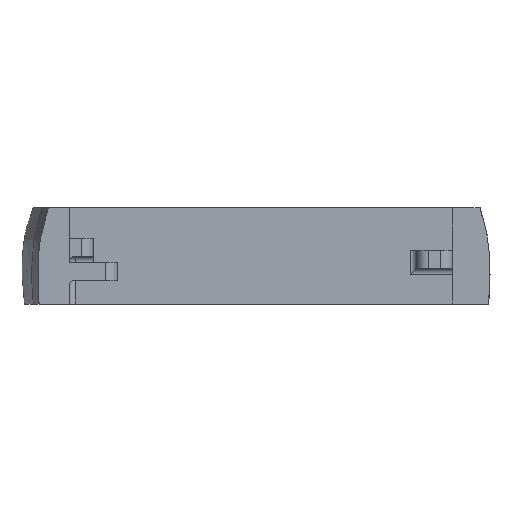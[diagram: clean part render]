
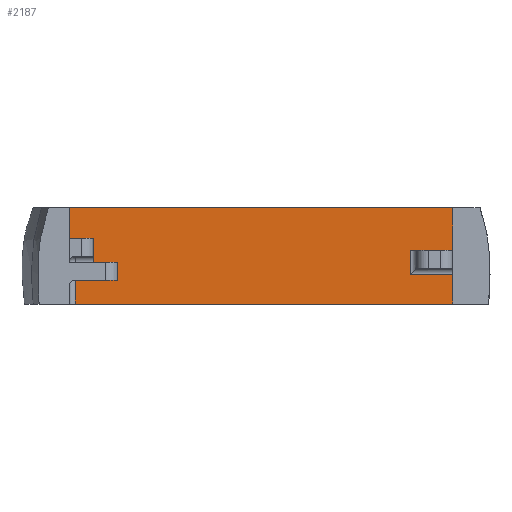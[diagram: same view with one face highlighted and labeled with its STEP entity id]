
A CAD part, front view. The second image highlights one B-rep face of the part: STEP entity #2187.
In plain terms, the highlighted planar face has unit normal (0, -1, 0).
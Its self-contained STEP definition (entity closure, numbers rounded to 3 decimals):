
#259=FACE_OUTER_BOUND('',#395,.T.);
#395=EDGE_LOOP('',(#1478,#1479,#1480,#1481,#1482,#1483,#1484,#1485,#1486,
#1487,#1488,#1489));
#538=LINE('',#3230,#728);
#542=LINE('',#3238,#732);
#545=LINE('',#3245,#735);
#549=LINE('',#3253,#739);
#552=LINE('',#3260,#742);
#556=LINE('',#3268,#746);
#557=LINE('',#3270,#747);
#558=LINE('',#3272,#748);
#559=LINE('',#3273,#749);
#560=LINE('',#3274,#750);
#561=LINE('',#3276,#751);
#562=LINE('',#3277,#752);
#728=VECTOR('',#2570,10.);
#732=VECTOR('',#2576,10.);
#735=VECTOR('',#2581,10.);
#739=VECTOR('',#2587,10.);
#742=VECTOR('',#2592,10.);
#746=VECTOR('',#2598,10.);
#747=VECTOR('',#2599,10.);
#748=VECTOR('',#2600,10.);
#749=VECTOR('',#2601,10.);
#750=VECTOR('',#2602,10.);
#751=VECTOR('',#2603,10.);
#752=VECTOR('',#2604,10.);
#918=VERTEX_POINT('',#3228);
#919=VERTEX_POINT('',#3229);
#922=VERTEX_POINT('',#3237);
#924=VERTEX_POINT('',#3243);
#925=VERTEX_POINT('',#3244);
#928=VERTEX_POINT('',#3252);
#930=VERTEX_POINT('',#3258);
#931=VERTEX_POINT('',#3259);
#934=VERTEX_POINT('',#3267);
#935=VERTEX_POINT('',#3269);
#936=VERTEX_POINT('',#3271);
#937=VERTEX_POINT('',#3275);
#1123=EDGE_CURVE('',#918,#919,#538,.T.);
#1127=EDGE_CURVE('',#922,#918,#542,.T.);
#1130=EDGE_CURVE('',#924,#925,#545,.T.);
#1134=EDGE_CURVE('',#928,#924,#549,.T.);
#1137=EDGE_CURVE('',#930,#931,#552,.T.);
#1141=EDGE_CURVE('',#934,#928,#556,.T.);
#1142=EDGE_CURVE('',#935,#934,#557,.T.);
#1143=EDGE_CURVE('',#936,#935,#558,.T.);
#1144=EDGE_CURVE('',#931,#936,#559,.T.);
#1145=EDGE_CURVE('',#919,#930,#560,.T.);
#1146=EDGE_CURVE('',#937,#922,#561,.T.);
#1147=EDGE_CURVE('',#925,#937,#562,.T.);
#1478=ORIENTED_EDGE('',*,*,#1134,.F.);
#1479=ORIENTED_EDGE('',*,*,#1141,.F.);
#1480=ORIENTED_EDGE('',*,*,#1142,.F.);
#1481=ORIENTED_EDGE('',*,*,#1143,.F.);
#1482=ORIENTED_EDGE('',*,*,#1144,.F.);
#1483=ORIENTED_EDGE('',*,*,#1137,.F.);
#1484=ORIENTED_EDGE('',*,*,#1145,.F.);
#1485=ORIENTED_EDGE('',*,*,#1123,.F.);
#1486=ORIENTED_EDGE('',*,*,#1127,.F.);
#1487=ORIENTED_EDGE('',*,*,#1146,.F.);
#1488=ORIENTED_EDGE('',*,*,#1147,.F.);
#1489=ORIENTED_EDGE('',*,*,#1130,.F.);
#2133=PLANE('',#2337);
#2187=ADVANCED_FACE('',(#259),#2133,.T.);
#2337=AXIS2_PLACEMENT_3D('',#3266,#2596,#2597);
#2570=DIRECTION('',(1.,0.,0.));
#2576=DIRECTION('',(0.,0.,1.));
#2581=DIRECTION('',(1.,0.,0.));
#2587=DIRECTION('',(0.,0.,-1.));
#2592=DIRECTION('',(-1.,0.,0.));
#2596=DIRECTION('center_axis',(0.,-1.,
0.));
#2597=DIRECTION('ref_axis',(0.,0.,-1.));
#2598=DIRECTION('',(-1.,0.,0.));
#2599=DIRECTION('',(0.,0.,-1.));
#2600=DIRECTION('',(1.,0.,0.));
#2601=DIRECTION('',(0.,0.,1.));
#2602=DIRECTION('',(0.,0.,1.));
#2603=DIRECTION('',(-1.,0.,0.));
#2604=DIRECTION('',(0.,0.,-1.));
#3228=CARTESIAN_POINT('',(-115.439,15.686,-7.01));
#3229=CARTESIAN_POINT('',(-113.939,15.686,-7.01));
#3230=CARTESIAN_POINT('',(-107.715,15.686,-7.01));
#3237=CARTESIAN_POINT('',(-115.439,15.686,-10.5));
#3238=CARTESIAN_POINT('',(-115.439,15.686,-8.5));
#3243=CARTESIAN_POINT('',(-87.543,15.686,-8.01));
#3244=CARTESIAN_POINT('',(-84.043,15.686,-8.01));
#3245=CARTESIAN_POINT('',(-93.767,15.686,-8.01));
#3252=CARTESIAN_POINT('',(-87.543,15.686,-6.01));
#3253=CARTESIAN_POINT('',(-87.543,15.686,-6.255));
#3258=CARTESIAN_POINT('',(-113.939,15.686,-5.01));
#3259=CARTESIAN_POINT('',(-115.939,15.686,-5.01));
#3260=CARTESIAN_POINT('',(-106.965,15.686,-5.01));
#3266=CARTESIAN_POINT('Origin',(-99.991,15.686,-6.5));
#3267=CARTESIAN_POINT('',(-84.043,15.686,-6.01));
#3268=CARTESIAN_POINT('',(-92.017,15.686,-6.01));
#3269=CARTESIAN_POINT('',(-84.043,15.686,-2.5));
#3270=CARTESIAN_POINT('',(-84.043,15.686,-4.5));
#3271=CARTESIAN_POINT('',(-115.939,15.686,-2.5));
#3272=CARTESIAN_POINT('',(-100.496,15.686,-2.5));
#3273=CARTESIAN_POINT('',(-115.939,15.686,-5.755));
#3274=CARTESIAN_POINT('',(-113.939,15.686,-6.755));
#3275=CARTESIAN_POINT('',(-84.043,15.686,-10.5));
#3276=CARTESIAN_POINT('',(-100.496,15.686,-10.5));
#3277=CARTESIAN_POINT('',(-84.043,15.686,-7.255));
